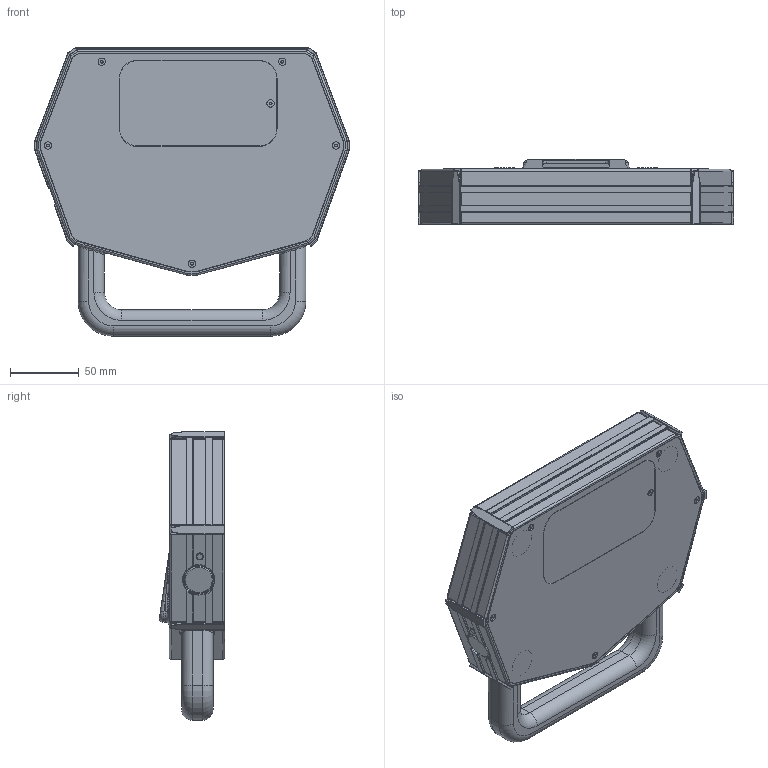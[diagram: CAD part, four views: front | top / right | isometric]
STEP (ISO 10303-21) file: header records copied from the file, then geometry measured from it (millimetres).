
FILE_DESCRIPTION (( 'STEP AP203' ), '1' );
FILE_NAME ('ECETabletNF.STEP', '2025-04-30T01:57:49', ( '' ), ( '' ), 'SwSTEP 2.0', 'SolidWorks 2024', '' );
FILE_SCHEMA (( 'CONFIG_CONTROL_DESIGN' ));
Length unit declared in the file: inch
Products named in the file (1): ECETabletNF
Bounding box: 228.87 x 47.34 x 209 mm (x, y, z)
Volume: 556782.9 mm3; surface area: 235709.1 mm2
Topology: 34 solids, 34 shells, 1350 faces, 3050 edges, 1655 vertices
Faces by surface type: cylinder 585, plane 350, sphere 191, torus 162, bspline 62
Entity records: 39643 total; most frequent: CARTESIAN_POINT 10150, DIRECTION 6726, ORIENTED_EDGE 5764, EDGE_CURVE 2882, AXIS2_PLACEMENT_3D 2699, VERTEX_POINT 1637, EDGE_LOOP 1435, CIRCLE 1410
